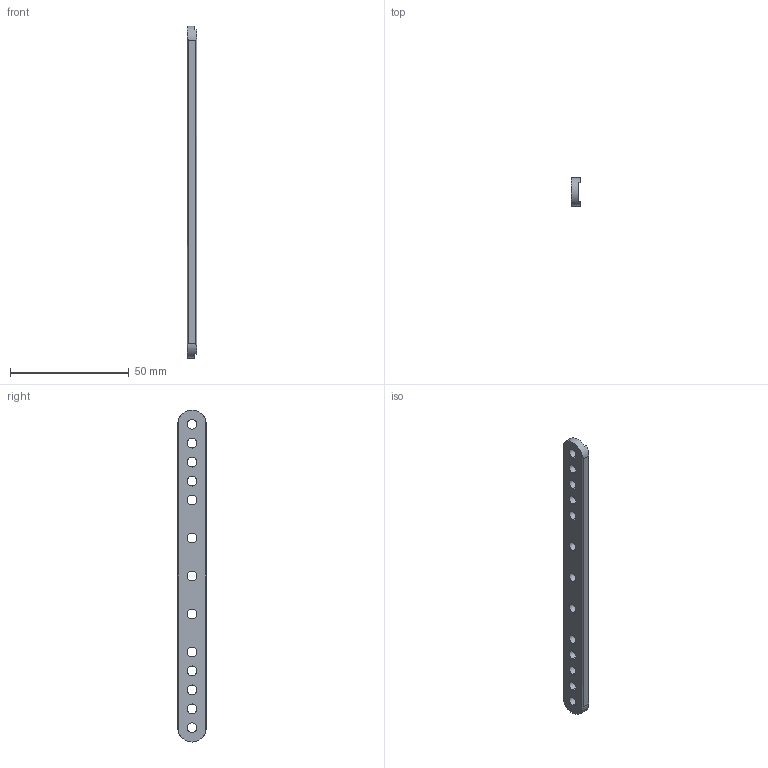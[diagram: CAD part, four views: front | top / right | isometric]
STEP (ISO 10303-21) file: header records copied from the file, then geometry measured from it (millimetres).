
FILE_DESCRIPTION (( 'STEP AP214' ), '1' );
FILE_NAME ('Beam0412-140µ¥¿×Áº.step', '2016-10-28T04:04:10', ( 'dell' ), ( '' ), 'SwSTEP 2.0', 'SolidWorks 2013', '' );
FILE_SCHEMA (( 'AUTOMOTIVE_DESIGN' ));
Length unit declared in the file: millimetre
Products named in the file (1): Beam0412-140等謂褽
Bounding box: 4 x 12 x 140 mm (x, y, z)
Volume: 4938.9 mm3; surface area: 4752.7 mm2
Topology: 1 solids, 1 shells, 43 faces, 123 edges, 82 vertices
Faces by surface type: cylinder 35, plane 8
Entity records: 1591 total; most frequent: CARTESIAN_POINT 339, DIRECTION 261, ORIENTED_EDGE 246, EDGE_CURVE 123, AXIS2_PLACEMENT_3D 106, VERTEX_POINT 82, EDGE_LOOP 69, CIRCLE 62
